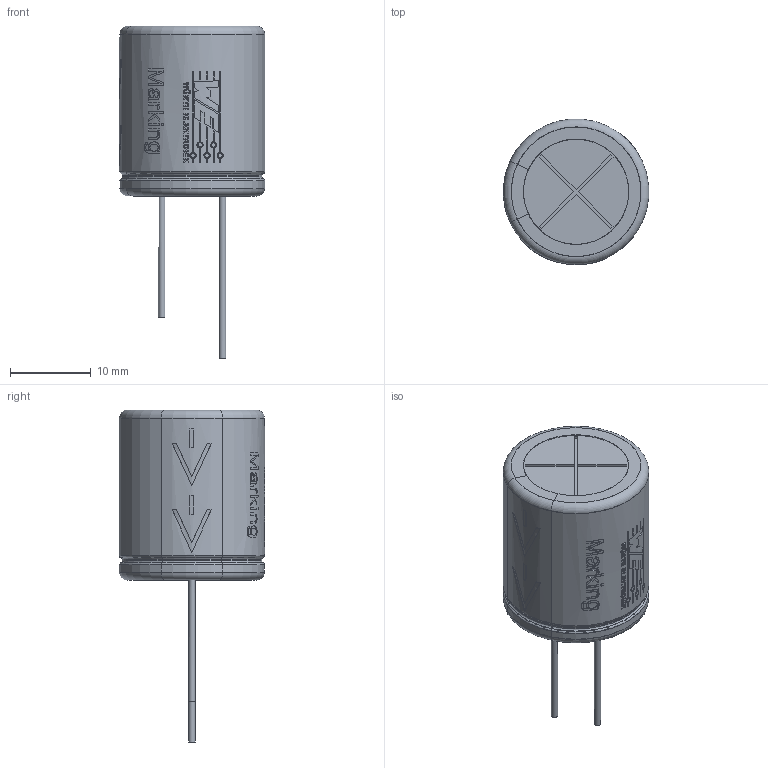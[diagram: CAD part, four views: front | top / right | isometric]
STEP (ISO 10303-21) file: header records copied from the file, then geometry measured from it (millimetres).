
FILE_DESCRIPTION( ( 'Unknown' ), '1' );
FILE_NAME( '18x21x7.5x0.8.stp', 'Unknown', ( 'Unknown' ), ( 'Unknown' ), 'PSStep 21.0.46', 'Unknown', ' ' );
FILE_SCHEMA( ( 'AUTOMOTIVE_DESIGN { 1 0 10303 214 1 1 1 1 }' ) );
Length unit declared in the file: millimetre
Products named in the file (3): 1; 2; 3
Bounding box: 17.96 x 17.97 x 41 mm (x, y, z)
Volume: 5253.7 mm3; surface area: 4914.6 mm2
Topology: 3 solids, 3 shells, 518 faces, 1312 edges, 869 vertices
Faces by surface type: plane 278, bspline 127, cylinder 89, torus 24
Full cylindrical faces by diameter (mm): 0.8 x2, 2 x1, 2.5 x1, 4 x1, 4.5 x1, 10 x1, 10.5 x1, 12 x1, 12.5 x1, 13 x2, 14.9 x1, 16.024 x1, 17.078 x1, 17.098 x1, 17.78 x2, 17.8 x2
Entity records: 26986 total; most frequent: CARTESIAN_POINT 11120, ORIENTED_EDGE 2534, DIRECTION 2078, EDGE_CURVE 1267, VERTEX_POINT 865, AXIS2_PLACEMENT_3D 703, LINE 672, VECTOR 672
